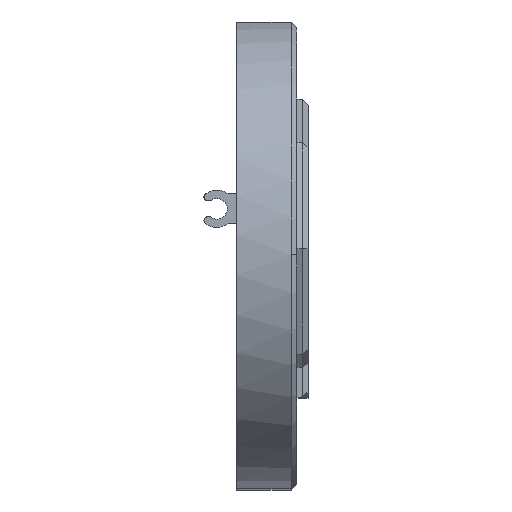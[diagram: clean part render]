
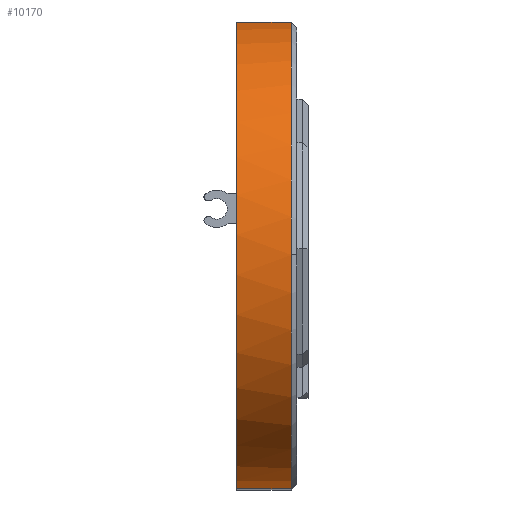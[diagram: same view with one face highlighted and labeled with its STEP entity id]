
A CAD part, top view. The second image highlights one B-rep face of the part: STEP entity #10170.
In plain terms, the highlighted cylindrical face has radius 42.04 mm (diameter 84.079 mm), a partial arc.
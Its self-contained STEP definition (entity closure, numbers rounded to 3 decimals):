
#296 = CARTESIAN_POINT ( 'NONE',  ( -9.8, 0., 76.666 ) ) ;
#1108 = DIRECTION ( 'NONE',  ( 0., 0., -1. ) ) ;
#1136 = VERTEX_POINT ( 'NONE', #3292 ) ;
#1217 = CARTESIAN_POINT ( 'NONE',  ( -9.8, -41.8, 81.148 ) ) ;
#1816 = CIRCLE ( 'NONE', #16005, 42.04 ) ;
#1933 = CIRCLE ( 'NONE', #16382, 42.04 ) ;
#2123 = VERTEX_POINT ( 'NONE', #7623 ) ;
#2172 = DIRECTION ( 'NONE',  ( -1., 0., 0. ) ) ;
#2322 = DIRECTION ( 'NONE',  ( -1., 0., 0. ) ) ;
#2409 = EDGE_CURVE ( 'NONE', #2123, #1136, #3754, .T. ) ;
#3292 = CARTESIAN_POINT ( 'NONE',  ( 0., 41.8, 81.148 ) ) ;
#3504 = EDGE_CURVE ( 'NONE', #13302, #12436, #1816, .T. ) ;
#3754 = LINE ( 'NONE', #5313, #12433 ) ;
#3898 = VECTOR ( 'NONE', #2172, 1000. ) ;
#4067 = DIRECTION ( 'NONE',  ( 0., 0., -1. ) ) ;
#4118 = CARTESIAN_POINT ( 'NONE',  ( -9.8, -41.8, 81.148 ) ) ;
#5277 = CIRCLE ( 'NONE', #14845, 42.04 ) ;
#5284 = CARTESIAN_POINT ( 'NONE',  ( 0., 0., 76.666 ) ) ;
#5313 = CARTESIAN_POINT ( 'NONE',  ( -9.8, 41.8, 81.148 ) ) ;
#6033 = AXIS2_PLACEMENT_3D ( 'NONE', #16380, #10484, #4067 ) ;
#7623 = CARTESIAN_POINT ( 'NONE',  ( -9.8, 41.8, 81.148 ) ) ;
#8811 = CARTESIAN_POINT ( 'NONE',  ( 0., 0., 118.706 ) ) ;
#8835 = CARTESIAN_POINT ( 'NONE',  ( 0., 0., 76.666 ) ) ;
#9541 = ORIENTED_EDGE ( 'NONE', *, *, #3504, .T. ) ;
#9943 = ORIENTED_EDGE ( 'NONE', *, *, #2409, .F. ) ;
#10170 = ADVANCED_FACE ( 'NONE', ( #12886 ), #11191, .T. ) ;
#10176 = ORIENTED_EDGE ( 'NONE', *, *, #12904, .F. ) ;
#10447 = EDGE_CURVE ( 'NONE', #2123, #12209, #1933, .T. ) ;
#10484 = DIRECTION ( 'NONE',  ( 1., 0., 0. ) ) ;
#10511 = DIRECTION ( 'NONE',  ( 1., 0., 0. ) ) ;
#11191 = CYLINDRICAL_SURFACE ( 'NONE', #6033, 42.04 ) ;
#12209 = VERTEX_POINT ( 'NONE', #4118 ) ;
#12312 = DIRECTION ( 'NONE',  ( 0., 0., -1. ) ) ;
#12433 = VECTOR ( 'NONE', #10511, 1000. ) ;
#12436 = VERTEX_POINT ( 'NONE', #8811 ) ;
#12886 = FACE_OUTER_BOUND ( 'NONE', #14883, .T. ) ;
#12904 = EDGE_CURVE ( 'NONE', #13302, #12209, #14242, .T. ) ;
#12969 = DIRECTION ( 'NONE',  ( 0., 0., -1. ) ) ;
#13280 = EDGE_CURVE ( 'NONE', #12436, #1136, #5277, .T. ) ;
#13302 = VERTEX_POINT ( 'NONE', #14219 ) ;
#13556 = DIRECTION ( 'NONE',  ( 1., 0., 0. ) ) ;
#14219 = CARTESIAN_POINT ( 'NONE',  ( 0., -41.8, 81.148 ) ) ;
#14242 = LINE ( 'NONE', #1217, #3898 ) ;
#14845 = AXIS2_PLACEMENT_3D ( 'NONE', #8835, #2322, #1108 ) ;
#14883 = EDGE_LOOP ( 'NONE', ( #10176, #9541, #16776, #9943, #14923 ) ) ;
#14923 = ORIENTED_EDGE ( 'NONE', *, *, #10447, .T. ) ;
#15610 = DIRECTION ( 'NONE',  ( -1., 0., 0. ) ) ;
#16005 = AXIS2_PLACEMENT_3D ( 'NONE', #5284, #15610, #12969 ) ;
#16380 = CARTESIAN_POINT ( 'NONE',  ( -9.8, 0., 76.666 ) ) ;
#16382 = AXIS2_PLACEMENT_3D ( 'NONE', #296, #13556, #12312 ) ;
#16776 = ORIENTED_EDGE ( 'NONE', *, *, #13280, .T. ) ;
